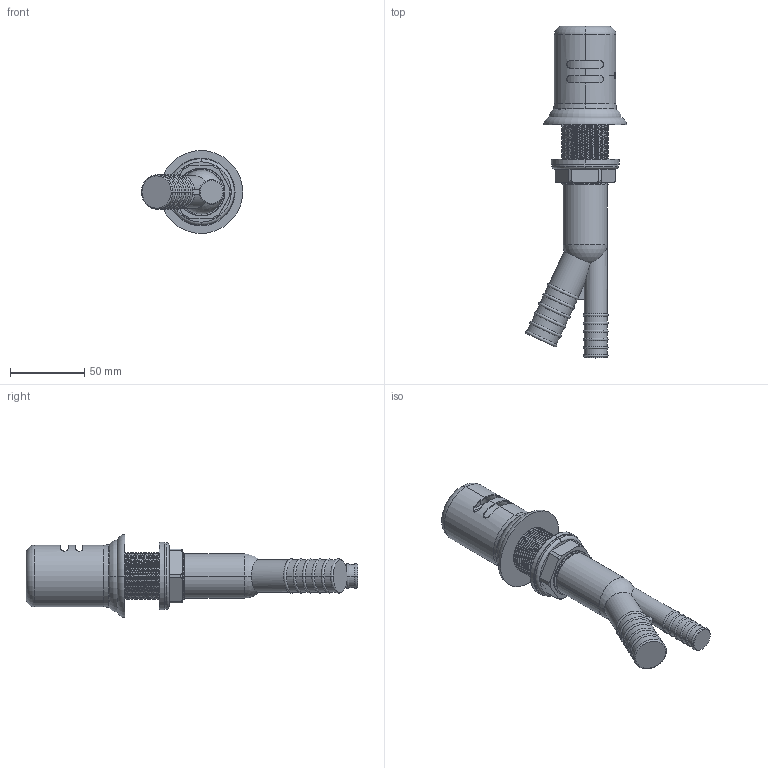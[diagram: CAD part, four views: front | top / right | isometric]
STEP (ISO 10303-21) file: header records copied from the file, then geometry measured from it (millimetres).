
FILE_DESCRIPTION((''),'2;1');
FILE_NAME('1030-5711','2021-10-04T15:31:14',('rsmith'),(''),'CREO PARAMETRIC BY PTC INC, 2018400','CREO PARAMETRIC BY PTC INC, 2018400','');
FILE_SCHEMA(('AUTOMOTIVE_DESIGN { 1 0 10303 214 1 1 1 1 }'));
Length unit declared in the file: inch
Products named in the file (1): 1030-5711
Bounding box: 68.13 x 223.58 x 55.88 mm (x, y, z)
Volume: 166796.7 mm3; surface area: 51550.6 mm2
Topology: 1 solids, 1 shells, 270 faces, 692 edges, 436 vertices
Faces by surface type: cylinder 128, plane 67, bspline 36, torus 33, cone 4, sphere 2
Entity records: 26000 total; most frequent: CARTESIAN_POINT 16997, ORIENTED_EDGE 1384, DIRECTION 1125, PRESENTATION_STYLE_ASSIGNMENT 775, STYLED_ITEM 775, CURVE_STYLE 692, EDGE_CURVE 692, VERTEX_POINT 436
